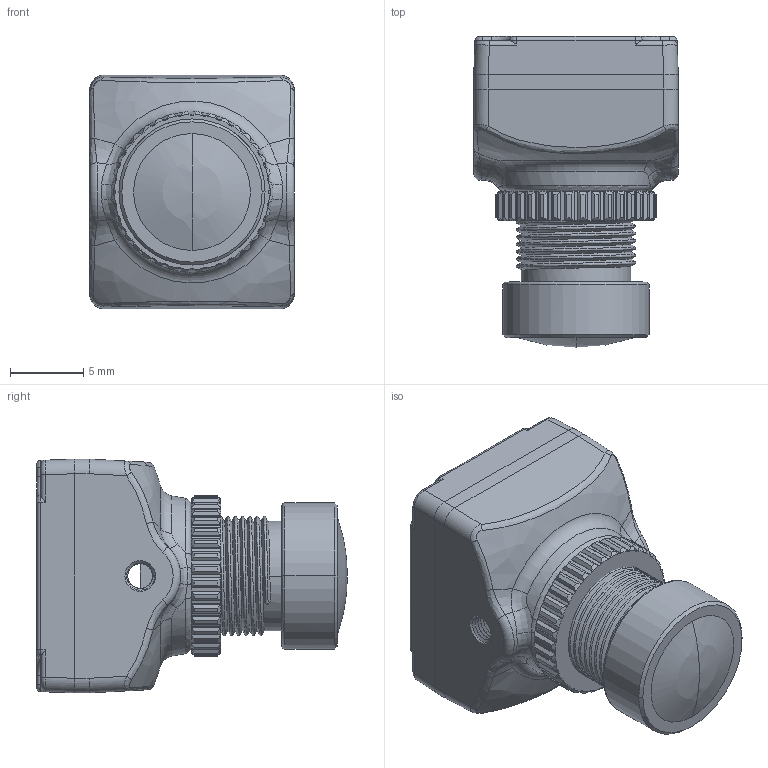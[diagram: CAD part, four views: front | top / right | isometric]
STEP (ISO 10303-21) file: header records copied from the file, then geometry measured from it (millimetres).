
FILE_DESCRIPTION((''),'2;1');
FILE_NAME('PRT0001','2021-11-29T14:55:39',('COCO'),(''),'CREO PARAMETRIC BY PTC INC, 2020033','CREO PARAMETRIC BY PTC INC, 2020033','');
FILE_SCHEMA(('CONFIG_CONTROL_DESIGN','SHAPE_APPEARANCE_LAYERS_GROUPS'));
Length unit declared in the file: millimetre
Products named in the file (1): PRT0001
Bounding box: 14 x 21.29 x 16 mm (x, y, z)
Volume: 1076.3 mm3; surface area: 3165.3 mm2
Topology: 3 solids, 4 shells, 749 faces, 2052 edges, 1302 vertices
Faces by surface type: plane 275, cylinder 186, bspline 128, cone 111, torus 25, sphere 24
Entity records: 35383 total; most frequent: CARTESIAN_POINT 17798, ORIENTED_EDGE 4058, DIRECTION 3119, EDGE_CURVE 2029, VERTEX_POINT 1302, AXIS2_PLACEMENT_3D 1082, VECTOR 955, LINE 955
